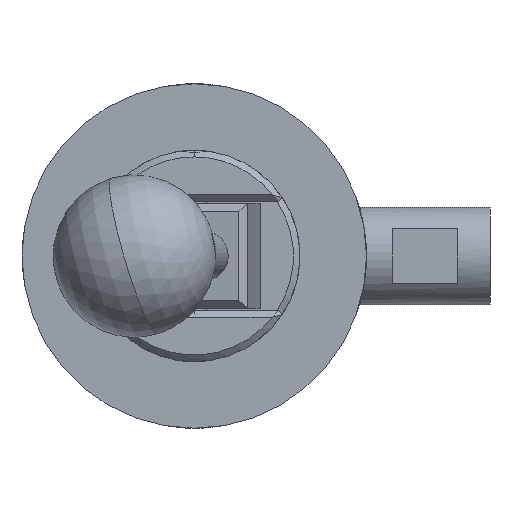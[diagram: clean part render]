
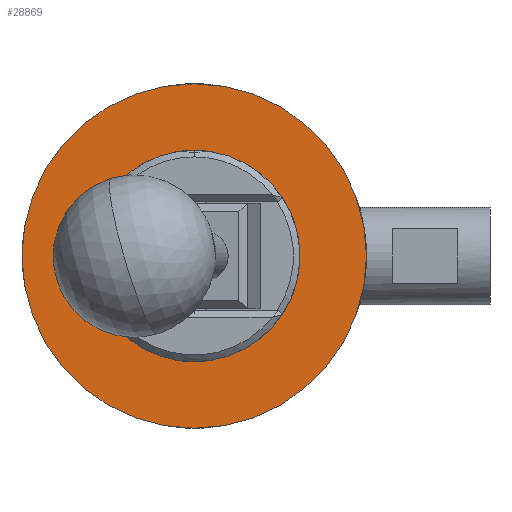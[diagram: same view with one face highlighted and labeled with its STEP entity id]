
A CAD part, front view. The second image highlights one B-rep face of the part: STEP entity #28869.
In plain terms, the highlighted planar face has unit normal (0, -1, 0).
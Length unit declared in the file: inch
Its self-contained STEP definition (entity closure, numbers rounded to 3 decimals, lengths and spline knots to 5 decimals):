
#1578 = CARTESIAN_POINT ( 'NONE',  ( 0., -1.1875, 0. ) ) ;
#1601 = ORIENTED_EDGE ( 'NONE', *, *, #25504, .F. ) ;
#2708 = CIRCLE ( 'NONE', #11859, 0.46 ) ;
#3021 = CIRCLE ( 'NONE', #9328, 1.325 ) ;
#3112 = CIRCLE ( 'NONE', #7711, 0.46 ) ;
#3367 = EDGE_LOOP ( 'NONE', ( #19188, #1601 ) ) ;
#5625 = AXIS2_PLACEMENT_3D ( 'NONE', #5886, #8249, #24638 ) ;
#5776 = DIRECTION ( 'NONE',  ( 0., 0., -1. ) ) ;
#5886 = CARTESIAN_POINT ( 'NONE',  ( -1.325, -1.1875, 0. ) ) ;
#5965 = DIRECTION ( 'NONE',  ( 0., 1., 0. ) ) ;
#6644 = CIRCLE ( 'NONE', #15818, 1.325 ) ;
#6982 = EDGE_CURVE ( 'NONE', #10296, #7977, #3112, .T. ) ;
#6999 = FACE_BOUND ( 'NONE', #9444, .T. ) ;
#7511 = DIRECTION ( 'NONE',  ( 0., 0., -1. ) ) ;
#7711 = AXIS2_PLACEMENT_3D ( 'NONE', #11973, #11433, #22985 ) ;
#7977 = VERTEX_POINT ( 'NONE', #32389 ) ;
#8249 = DIRECTION ( 'NONE',  ( 0., 1., 0. ) ) ;
#8836 = DIRECTION ( 'NONE',  ( 0., 1., 0. ) ) ;
#9030 = CARTESIAN_POINT ( 'NONE',  ( 0., -1.1875, 1.325 ) ) ;
#9328 = AXIS2_PLACEMENT_3D ( 'NONE', #25608, #8836, #5776 ) ;
#9444 = EDGE_LOOP ( 'NONE', ( #10205, #22562 ) ) ;
#9612 = EDGE_CURVE ( 'NONE', #10752, #33345, #3021, .T. ) ;
#10205 = ORIENTED_EDGE ( 'NONE', *, *, #28286, .T. ) ;
#10296 = VERTEX_POINT ( 'NONE', #17672 ) ;
#10752 = VERTEX_POINT ( 'NONE', #15457 ) ;
#11433 = DIRECTION ( 'NONE',  ( 0., 1., 0. ) ) ;
#11859 = AXIS2_PLACEMENT_3D ( 'NONE', #32816, #5965, #16939 ) ;
#11973 = CARTESIAN_POINT ( 'NONE',  ( 0., -1.1875, 0. ) ) ;
#15457 = CARTESIAN_POINT ( 'NONE',  ( 0., -1.1875, -1.325 ) ) ;
#15818 = AXIS2_PLACEMENT_3D ( 'NONE', #1578, #32175, #7511 ) ;
#16939 = DIRECTION ( 'NONE',  ( 0., 0., -1. ) ) ;
#17672 = CARTESIAN_POINT ( 'NONE',  ( 0., -1.1875, 0.46 ) ) ;
#19188 = ORIENTED_EDGE ( 'NONE', *, *, #9612, .F. ) ;
#22562 = ORIENTED_EDGE ( 'NONE', *, *, #6982, .T. ) ;
#22985 = DIRECTION ( 'NONE',  ( 0., 0., -1. ) ) ;
#24638 = DIRECTION ( 'NONE',  ( 0., 0., -1. ) ) ;
#25504 = EDGE_CURVE ( 'NONE', #33345, #10752, #6644, .T. ) ;
#25608 = CARTESIAN_POINT ( 'NONE',  ( 0., -1.1875, 0. ) ) ;
#26986 = PLANE ( 'NONE',  #5625 ) ;
#28286 = EDGE_CURVE ( 'NONE', #7977, #10296, #2708, .T. ) ;
#28869 = ADVANCED_FACE ( 'NONE', ( #6999, #34951 ), #26986, .F. ) ;
#32175 = DIRECTION ( 'NONE',  ( 0., 1., 0. ) ) ;
#32389 = CARTESIAN_POINT ( 'NONE',  ( 0., -1.1875, -0.46 ) ) ;
#32816 = CARTESIAN_POINT ( 'NONE',  ( 0., -1.1875, 0. ) ) ;
#33345 = VERTEX_POINT ( 'NONE', #9030 ) ;
#34951 = FACE_OUTER_BOUND ( 'NONE', #3367, .T. ) ;
